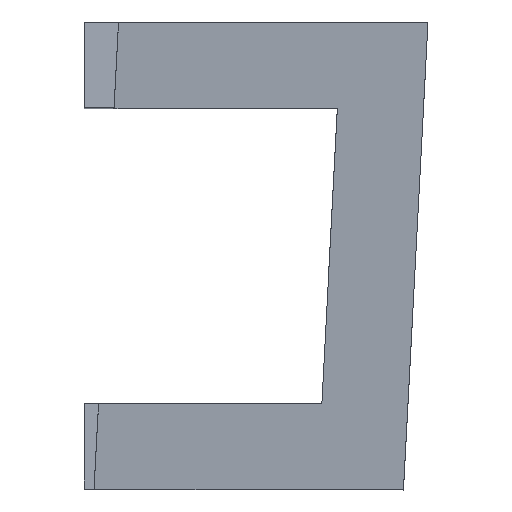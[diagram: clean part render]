
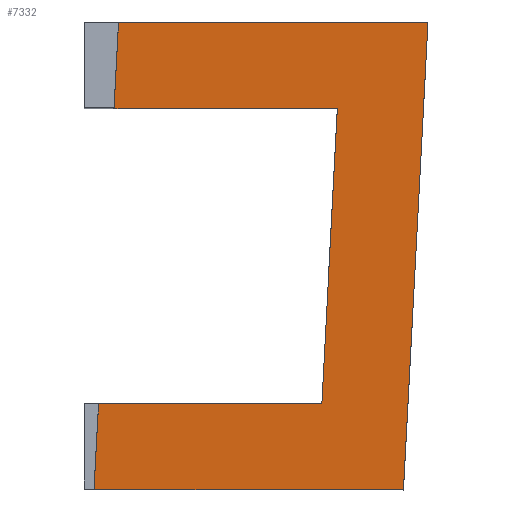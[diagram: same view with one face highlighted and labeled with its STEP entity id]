
A CAD part, front view. The second image highlights one B-rep face of the part: STEP entity #7332.
In plain terms, the highlighted face is planar.
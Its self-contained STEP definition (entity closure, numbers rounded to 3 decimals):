
#1109=FACE_OUTER_BOUND('',#1539,.T.);
#1539=EDGE_LOOP('',(#6614,#6615,#6616,#6617,#6618,#6619,#6620,#6621,#6622,
#6623));
#2106=LINE('',#14309,#2730);
#2135=LINE('',#14391,#2759);
#2139=LINE('',#14399,#2763);
#2142=LINE('',#14405,#2766);
#2145=LINE('',#14411,#2769);
#2146=LINE('',#14413,#2770);
#2147=LINE('',#14414,#2771);
#2148=LINE('',#14416,#2772);
#2149=LINE('',#14418,#2773);
#2150=LINE('',#14419,#2774);
#2730=VECTOR('',#8388,10.);
#2759=VECTOR('',#8457,10.);
#2763=VECTOR('',#8463,10.);
#2766=VECTOR('',#8468,10.);
#2769=VECTOR('',#8473,10.);
#2770=VECTOR('',#8474,10.);
#2771=VECTOR('',#8475,10.);
#2772=VECTOR('',#8476,10.);
#2773=VECTOR('',#8477,10.);
#2774=VECTOR('',#8478,10.);
#3481=VERTEX_POINT('',#14306);
#3482=VERTEX_POINT('',#14308);
#3514=VERTEX_POINT('',#14389);
#3515=VERTEX_POINT('',#14390);
#3518=VERTEX_POINT('',#14398);
#3520=VERTEX_POINT('',#14404);
#3522=VERTEX_POINT('',#14410);
#3523=VERTEX_POINT('',#14412);
#3524=VERTEX_POINT('',#14415);
#3525=VERTEX_POINT('',#14417);
#4521=EDGE_CURVE('',#3482,#3481,#2106,.T.);
#4558=EDGE_CURVE('',#3514,#3515,#2135,.T.);
#4562=EDGE_CURVE('',#3518,#3514,#2139,.T.);
#4565=EDGE_CURVE('',#3520,#3518,#2142,.T.);
#4568=EDGE_CURVE('',#3515,#3522,#2145,.T.);
#4569=EDGE_CURVE('',#3522,#3523,#2146,.T.);
#4570=EDGE_CURVE('',#3523,#3482,#2147,.T.);
#4571=EDGE_CURVE('',#3524,#3481,#2148,.T.);
#4572=EDGE_CURVE('',#3525,#3524,#2149,.T.);
#4573=EDGE_CURVE('',#3525,#3520,#2150,.T.);
#6614=ORIENTED_EDGE('',*,*,#4565,.T.);
#6615=ORIENTED_EDGE('',*,*,#4562,.T.);
#6616=ORIENTED_EDGE('',*,*,#4558,.T.);
#6617=ORIENTED_EDGE('',*,*,#4568,.T.);
#6618=ORIENTED_EDGE('',*,*,#4569,.T.);
#6619=ORIENTED_EDGE('',*,*,#4570,.T.);
#6620=ORIENTED_EDGE('',*,*,#4521,.T.);
#6621=ORIENTED_EDGE('',*,*,#4571,.F.);
#6622=ORIENTED_EDGE('',*,*,#4572,.F.);
#6623=ORIENTED_EDGE('',*,*,#4573,.T.);
#6943=PLANE('',#7545);
#7332=ADVANCED_FACE('',(#1109),#6943,.T.);
#7545=AXIS2_PLACEMENT_3D('',#14409,#8471,#8472);
#8388=DIRECTION('',(0.052,0.997,0.052));
#8457=DIRECTION('',(-1.,0.,0.));
#8463=DIRECTION('',(-0.052,-0.997,-0.052));
#8468=DIRECTION('',(1.,0.,0.));
#8471=DIRECTION('center_axis',(0.,-0.052,0.999));
#8472=DIRECTION('ref_axis',(1.,0.,0.));
#8473=DIRECTION('',(-0.052,-0.997,-0.052));
#8474=DIRECTION('',(0.,-0.999,-0.052));
#8475=DIRECTION('',(1.,0.,0.));
#8476=DIRECTION('',(0.,-0.999,-0.052));
#8477=DIRECTION('',(1.,0.,0.));
#8478=DIRECTION('',(-0.052,-0.997,-0.052));
#14306=CARTESIAN_POINT('',(38.498,27.094,50.998));
#14308=CARTESIAN_POINT('',(37.077,-0.021,49.577));
#14309=CARTESIAN_POINT('',(38.167,20.773,50.667));
#14389=CARTESIAN_POINT('',(32.339,4.972,49.839));
#14390=CARTESIAN_POINT('',(19.37,4.972,49.839));
#14391=CARTESIAN_POINT('',(25.934,4.972,49.839));
#14398=CARTESIAN_POINT('',(33.237,22.105,50.737));
#14399=CARTESIAN_POINT('',(33.005,17.683,50.505));
#14404=CARTESIAN_POINT('',(20.268,22.105,50.737));
#14405=CARTESIAN_POINT('',(19.899,22.105,50.737));
#14409=CARTESIAN_POINT('Origin',(19.529,13.953,50.31));
#14410=CARTESIAN_POINT('',(19.152,0.808,49.621));
#14411=CARTESIAN_POINT('',(19.496,7.372,49.965));
#14412=CARTESIAN_POINT('',(19.152,-0.021,49.577));
#14413=CARTESIAN_POINT('',(19.152,7.38,49.965));
#14414=CARTESIAN_POINT('',(20.529,-0.021,49.577));
#14415=CARTESIAN_POINT('',(38.498,27.098,50.999));
#14416=CARTESIAN_POINT('',(38.498,0.808,49.621));
#14417=CARTESIAN_POINT('',(20.529,27.098,50.999));
#14418=CARTESIAN_POINT('',(20.529,27.098,50.999));
#14419=CARTESIAN_POINT('',(19.496,7.372,49.965));
